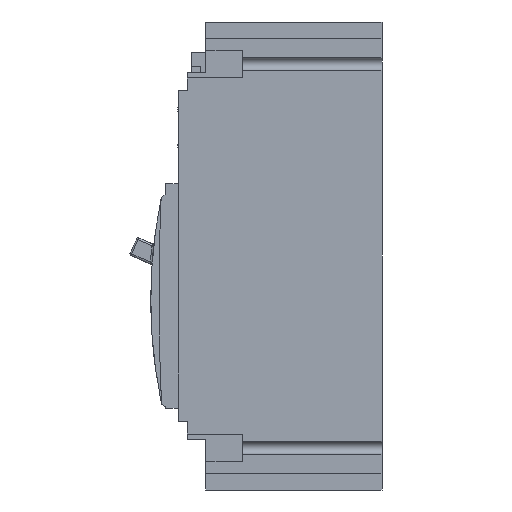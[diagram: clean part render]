
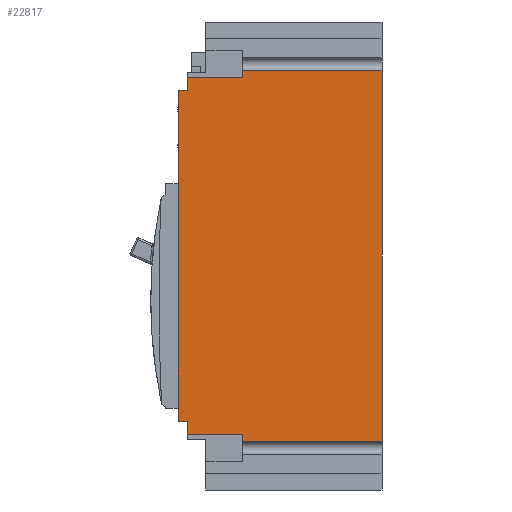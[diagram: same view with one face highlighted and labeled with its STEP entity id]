
A CAD part, left-side view. The second image highlights one B-rep face of the part: STEP entity #22817.
In plain terms, the highlighted planar face has unit normal (-1, 0, 0).
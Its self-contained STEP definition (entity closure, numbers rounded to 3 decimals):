
#4109=DIRECTION('',(0.,1.,0.));
#4110=VECTOR('',#4109,5.);
#4111=CARTESIAN_POINT('',(-70.,106.,90.));
#4112=LINE('',#4111,#4110);
#4457=DIRECTION('',(0.,0.,1.));
#4458=VECTOR('',#4457,202.);
#4459=CARTESIAN_POINT('',(-70.,0.,-101.));
#4460=LINE('',#4459,#4458);
#4595=DIRECTION('',(0.,1.,0.));
#4596=VECTOR('',#4595,76.);
#4597=CARTESIAN_POINT('',(-70.,0.,101.));
#4598=LINE('',#4597,#4596);
#4609=DIRECTION('',(0.,0.,-1.));
#4610=VECTOR('',#4609,4.);
#4611=CARTESIAN_POINT('',(-70.,76.,101.));
#4612=LINE('',#4611,#4610);
#4617=DIRECTION('',(0.,1.,0.));
#4618=VECTOR('',#4617,0.2);
#4619=CARTESIAN_POINT('',(-70.,110.8,50.2));
#4620=LINE('',#4619,#4618);
#4621=DIRECTION('',(0.,0.,1.));
#4622=VECTOR('',#4621,39.8);
#4623=CARTESIAN_POINT('',(-70.,111.,50.2));
#4624=LINE('',#4623,#4622);
#4625=DIRECTION('',(0.,0.,1.));
#4626=VECTOR('',#4625,7.);
#4627=CARTESIAN_POINT('',(-70.,106.,90.));
#4628=LINE('',#4627,#4626);
#4629=DIRECTION('',(0.,0.,1.));
#4630=VECTOR('',#4629,4.);
#4631=CARTESIAN_POINT('',(-70.,76.,-101.));
#4632=LINE('',#4631,#4630);
#4633=DIRECTION('',(0.,1.,0.));
#4634=VECTOR('',#4633,30.);
#4635=CARTESIAN_POINT('',(-70.,76.,-97.));
#4636=LINE('',#4635,#4634);
#4637=DIRECTION('',(0.,0.,1.));
#4638=VECTOR('',#4637,7.);
#4639=CARTESIAN_POINT('',(-70.,106.,-97.));
#4640=LINE('',#4639,#4638);
#4641=DIRECTION('',(0.,1.,0.));
#4642=VECTOR('',#4641,5.);
#4643=CARTESIAN_POINT('',(-70.,106.,-90.));
#4644=LINE('',#4643,#4642);
#4645=DIRECTION('',(0.,0.,1.));
#4646=VECTOR('',#4645,140.);
#4647=CARTESIAN_POINT('',(-70.,111.,-90.));
#4648=LINE('',#4647,#4646);
#4649=DIRECTION('',(0.,0.,-1.));
#4650=VECTOR('',#4649,0.2);
#4651=CARTESIAN_POINT('',(-70.,110.8,50.2));
#4652=LINE('',#4651,#4650);
#4669=DIRECTION('',(0.,1.,0.));
#4670=VECTOR('',#4669,0.2);
#4671=CARTESIAN_POINT('',(-70.,110.8,50.));
#4672=LINE('',#4671,#4670);
#5205=DIRECTION('',(0.,1.,0.));
#5206=VECTOR('',#5205,30.);
#5207=CARTESIAN_POINT('',(-70.,76.,97.));
#5208=LINE('',#5207,#5206);
#9189=DIRECTION('',(0.,-1.,0.));
#9190=VECTOR('',#9189,76.);
#9191=CARTESIAN_POINT('',(-70.,76.,-101.));
#9192=LINE('',#9191,#9190);
#14710=CARTESIAN_POINT('',(-70.,111.,-90.));
#14711=CARTESIAN_POINT('',(-70.,111.,50.));
#14712=VERTEX_POINT('',#14710);
#14713=VERTEX_POINT('',#14711);
#14718=CARTESIAN_POINT('',(-70.,111.,50.2));
#14720=VERTEX_POINT('',#14718);
#14724=CARTESIAN_POINT('',(-70.,111.,90.));
#14725=VERTEX_POINT('',#14724);
#14734=CARTESIAN_POINT('',(-70.,106.,90.));
#14735=VERTEX_POINT('',#14734);
#14740=CARTESIAN_POINT('',(-70.,110.8,50.2));
#14741=CARTESIAN_POINT('',(-70.,110.8,50.));
#14742=VERTEX_POINT('',#14740);
#14743=VERTEX_POINT('',#14741);
#14750=CARTESIAN_POINT('',(-70.,106.,97.));
#14751=VERTEX_POINT('',#14750);
#14752=CARTESIAN_POINT('',(-70.,76.,97.));
#14753=VERTEX_POINT('',#14752);
#14754=CARTESIAN_POINT('',(-70.,76.,101.));
#14755=VERTEX_POINT('',#14754);
#14756=CARTESIAN_POINT('',(-70.,0.,101.));
#14757=VERTEX_POINT('',#14756);
#14758=CARTESIAN_POINT('',(-70.,0.,-101.));
#14759=VERTEX_POINT('',#14758);
#14760=CARTESIAN_POINT('',(-70.,76.,-101.));
#14761=VERTEX_POINT('',#14760);
#14762=CARTESIAN_POINT('',(-70.,76.,-97.));
#14763=VERTEX_POINT('',#14762);
#14764=CARTESIAN_POINT('',(-70.,106.,-97.));
#14765=VERTEX_POINT('',#14764);
#14766=CARTESIAN_POINT('',(-70.,106.,-90.));
#14767=VERTEX_POINT('',#14766);
#22785=CARTESIAN_POINT('',(-70.,0.,-127.5));
#22786=DIRECTION('',(-1.,0.,0.));
#22787=DIRECTION('',(0.,0.,1.));
#22788=AXIS2_PLACEMENT_3D('',#22785,#22786,#22787);
#22789=PLANE('',#22788);
#22791=ORIENTED_EDGE('',*,*,#22790,.F.);
#22793=ORIENTED_EDGE('',*,*,#22792,.T.);
#22795=ORIENTED_EDGE('',*,*,#22794,.T.);
#22796=ORIENTED_EDGE('',*,*,#22144,.F.);
#22797=ORIENTED_EDGE('',*,*,#22232,.T.);
#22799=ORIENTED_EDGE('',*,*,#22798,.F.);
#22800=ORIENTED_EDGE('',*,*,#22769,.F.);
#22801=ORIENTED_EDGE('',*,*,#22757,.F.);
#22802=ORIENTED_EDGE('',*,*,#22577,.F.);
#22804=ORIENTED_EDGE('',*,*,#22803,.F.);
#22806=ORIENTED_EDGE('',*,*,#22805,.T.);
#22808=ORIENTED_EDGE('',*,*,#22807,.T.);
#22809=ORIENTED_EDGE('',*,*,#22338,.T.);
#22811=ORIENTED_EDGE('',*,*,#22810,.T.);
#22812=ORIENTED_EDGE('',*,*,#21970,.T.);
#22814=ORIENTED_EDGE('',*,*,#22813,.F.);
#22815=EDGE_LOOP('',(#22791,#22793,#22795,#22796,#22797,#22799,#22800,#22801,
#22802,#22804,#22806,#22808,#22809,#22811,#22812,#22814));
#22816=FACE_OUTER_BOUND('',#22815,.F.);
#22817=ADVANCED_FACE('',(#22816),#22789,.T.);
#21970=EDGE_CURVE('',#14712,#14713,#4648,.T.);
#22144=EDGE_CURVE('',#14735,#14725,#4112,.T.);
#22232=EDGE_CURVE('',#14735,#14751,#4628,.T.);
#22338=EDGE_CURVE('',#14765,#14767,#4640,.T.);
#22577=EDGE_CURVE('',#14759,#14757,#4460,.T.);
#22757=EDGE_CURVE('',#14757,#14755,#4598,.T.);
#22769=EDGE_CURVE('',#14755,#14753,#4612,.T.);
#22790=EDGE_CURVE('',#14742,#14743,#4652,.T.);
#22792=EDGE_CURVE('',#14742,#14720,#4620,.T.);
#22794=EDGE_CURVE('',#14720,#14725,#4624,.T.);
#22798=EDGE_CURVE('',#14753,#14751,#5208,.T.);
#22803=EDGE_CURVE('',#14761,#14759,#9192,.T.);
#22805=EDGE_CURVE('',#14761,#14763,#4632,.T.);
#22807=EDGE_CURVE('',#14763,#14765,#4636,.T.);
#22810=EDGE_CURVE('',#14767,#14712,#4644,.T.);
#22813=EDGE_CURVE('',#14743,#14713,#4672,.T.);
